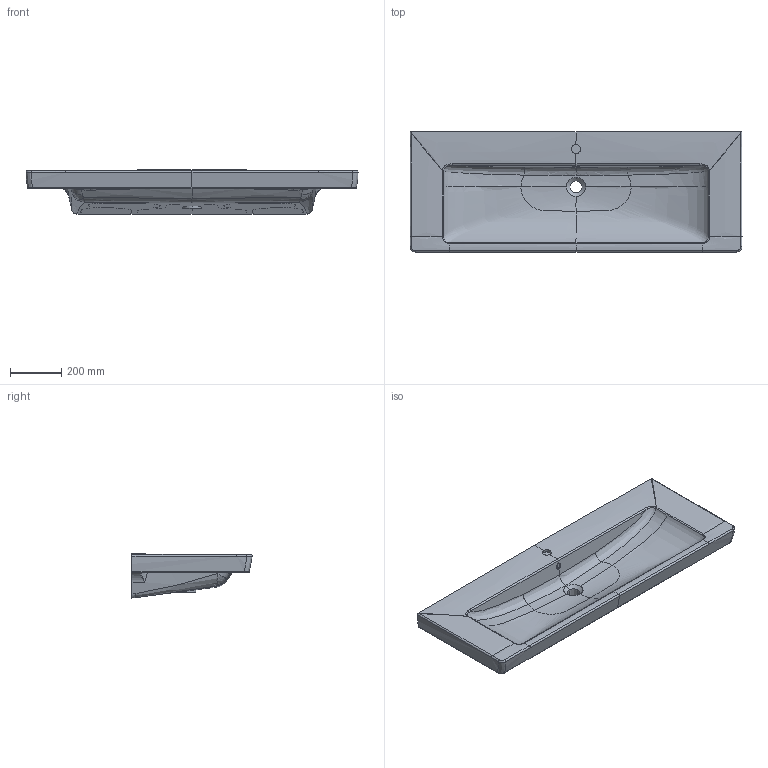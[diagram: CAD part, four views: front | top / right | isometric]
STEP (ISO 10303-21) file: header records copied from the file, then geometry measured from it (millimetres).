
FILE_DESCRIPTION(/* description */ (''),/* implementation_level */ '2;1');
FILE_NAME(/* name */ '7176D0_Subway2.0_WT130.stp',/* time_stamp */ '2018-11-15T10:35:15+01:00',/* author */ (''),/* organization */ (''),/* preprocessor_version */ 'ST-DEVELOPER v16',/* originating_system */ 'SIEMENS PLM Software NX 10.0',/* authorisation */ '');
FILE_SCHEMA (('AUTOMOTIVE_DESIGN { 1 0 10303 214 3 1 1 1 }'));
Length unit declared in the file: millimetre
Products named in the file (1): Sier1C5052CE8053
Bounding box: 1299.94 x 470.04 x 173.02 mm (x, y, z)
Volume: 45479722.1 mm3; surface area: 1734242.8 mm2
Topology: 1 solids, 1 shells, 171 faces, 475 edges, 298 vertices
Faces by surface type: bspline 143, plane 10, extrusion 6, cylinder 6, sphere 6
Entity records: 23563 total; most frequent: CARTESIAN_POINT 20684, ORIENTED_EDGE 934, EDGE_CURVE 467, B_SPLINE_CURVE_WITH_KNOTS 353, VERTEX_POINT 298, EDGE_LOOP 173, ADVANCED_FACE 171, FACE_OUTER_BOUND 169
